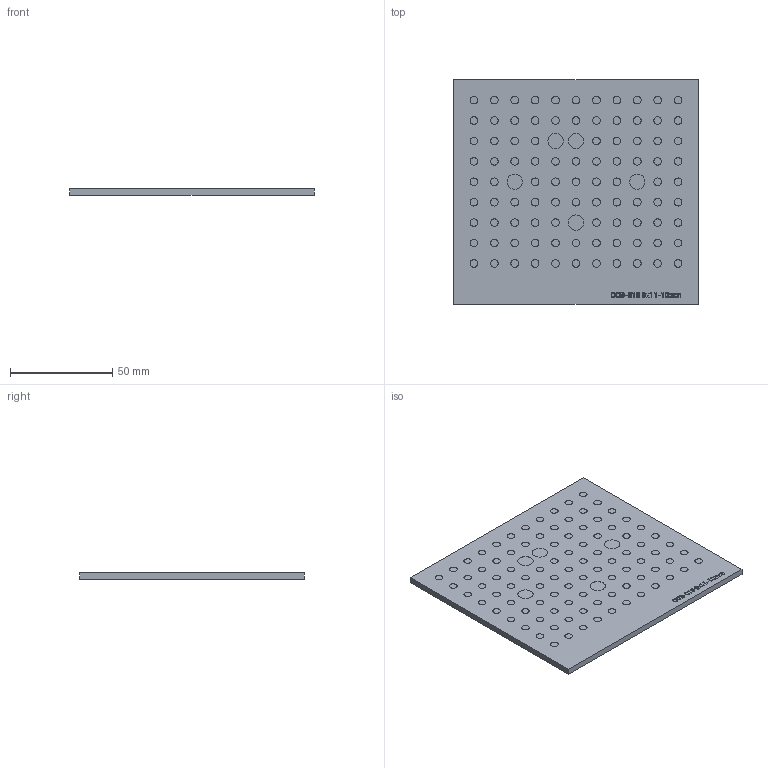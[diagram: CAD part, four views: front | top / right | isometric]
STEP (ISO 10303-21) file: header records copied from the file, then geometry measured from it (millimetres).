
FILE_DESCRIPTION (( 'STEP AP214' ), '1' );
FILE_NAME ('01112366-C001346-OCB-010-反射式玻璃标定板-B.STEP', '2022-06-13T08:45:11', ( '' ), ( '' ), 'SwSTEP 2.0', 'SolidWorks 2017', '' );
FILE_SCHEMA (( 'AUTOMOTIVE_DESIGN' ));
Length unit declared in the file: millimetre
Products named in the file (1): 01112366-C001346-OCB-010-反射式玻璃标定板-B
Bounding box: 120 x 110 x 3 mm (x, y, z)
Volume: 39587.2 mm3; surface area: 27793.9 mm2
Topology: 1 solids, 1 shells, 404 faces, 840 edges, 560 vertices
Faces by surface type: plane 229, cylinder 99, bspline 76
Full cylindrical faces by diameter (mm): 3.75 x94, 7.5 x5
Entity records: 14869 total; most frequent: CARTESIAN_POINT 6798, ORIENTED_EDGE 1482, DIRECTION 1445, EDGE_CURVE 741, EDGE_LOOP 625, VERTEX_POINT 560, AXIS2_PLACEMENT_3D 527, FACE_OUTER_BOUND 503
